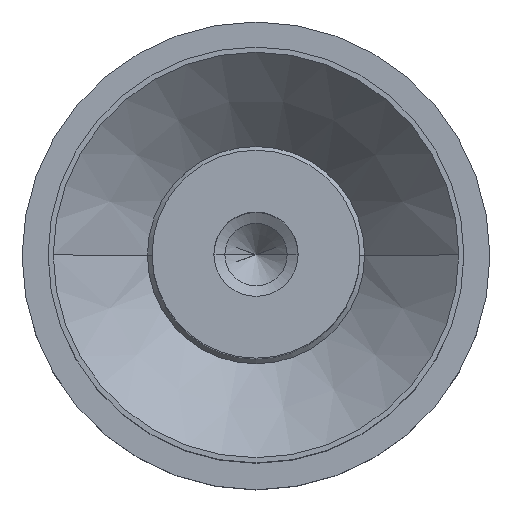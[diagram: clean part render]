
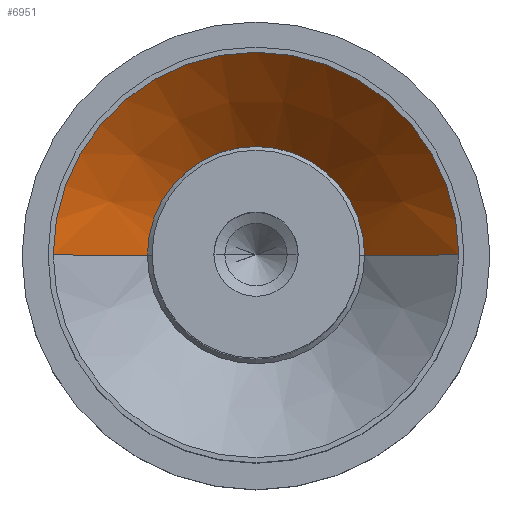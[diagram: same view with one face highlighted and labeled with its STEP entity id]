
A CAD part, top view. The second image highlights one B-rep face of the part: STEP entity #6951.
In plain terms, the highlighted conical face has half-angle 45 degrees and reference radius 1.95 mm.
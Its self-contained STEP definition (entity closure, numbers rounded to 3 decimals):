
#93 = CIRCLE ( 'NONE', #3178, 1.95 ) ;
#94 = CIRCLE ( 'NONE', #3179, 1.045 ) ;
#119 = LINE ( 'NONE', #4695, #126 ) ;
#121 = LINE ( 'NONE', #4687, #123 ) ;
#123 = VECTOR ( 'NONE', #4682, 1000. ) ;
#126 = VECTOR ( 'NONE', #4689, 1000. ) ;
#364 = FACE_OUTER_BOUND ( 'NONE', #7260, .T. ) ;
#375 = CONICAL_SURFACE ( 'NONE', #3278, 1.95, 0.785 ) ;
#3081 = EDGE_CURVE ( 'NONE', #6478, #6477, #93, .T. ) ;
#3082 = EDGE_CURVE ( 'NONE', #6474, #6471, #94, .T. ) ;
#3178 = AXIS2_PLACEMENT_3D ( 'NONE', #4572, #4573, #4574 ) ;
#3179 = AXIS2_PLACEMENT_3D ( 'NONE', #4575, #4576, #4577 ) ;
#3278 = AXIS2_PLACEMENT_3D ( 'NONE', #7513, #7512, #7509 ) ;
#3572 = ORIENTED_EDGE ( 'NONE', *, *, #5661, .F. ) ;
#3573 = ORIENTED_EDGE ( 'NONE', *, *, #3082, .F. ) ;
#3574 = ORIENTED_EDGE ( 'NONE', *, *, #5659, .T. ) ;
#3575 = ORIENTED_EDGE ( 'NONE', *, *, #3081, .T. ) ;
#4572 = CARTESIAN_POINT ( 'NONE',  ( 0., 0., 5.2 ) ) ;
#4573 = DIRECTION ( 'NONE',  ( 0., 0., 1. ) ) ;
#4574 = DIRECTION ( 'NONE',  ( 1., 0., 0. ) ) ;
#4575 = CARTESIAN_POINT ( 'NONE',  ( 0., 0., 4.295 ) ) ;
#4576 = DIRECTION ( 'NONE',  ( 0., 0., 1. ) ) ;
#4577 = DIRECTION ( 'NONE',  ( 1., 0., 0. ) ) ;
#4682 = DIRECTION ( 'NONE',  ( 0.707, 0., 0.707 ) ) ;
#4687 = CARTESIAN_POINT ( 'NONE',  ( 1.95, 0., 5.2 ) ) ;
#4689 = DIRECTION ( 'NONE',  ( -0.707, 0., 0.707 ) ) ;
#4695 = CARTESIAN_POINT ( 'NONE',  ( -1.95, 0., 5.2 ) ) ;
#5331 = CARTESIAN_POINT ( 'NONE',  ( -1.045, 0., 4.295 ) ) ;
#5336 = CARTESIAN_POINT ( 'NONE',  ( 1.045, 0., 4.295 ) ) ;
#5342 = CARTESIAN_POINT ( 'NONE',  ( -1.95, 0., 5.2 ) ) ;
#5344 = CARTESIAN_POINT ( 'NONE',  ( 1.95, 0., 5.2 ) ) ;
#5659 = EDGE_CURVE ( 'NONE', #6474, #6478, #121, .T. ) ;
#5661 = EDGE_CURVE ( 'NONE', #6471, #6477, #119, .T. ) ;
#6471 = VERTEX_POINT ( 'NONE', #5331 ) ;
#6474 = VERTEX_POINT ( 'NONE', #5336 ) ;
#6477 = VERTEX_POINT ( 'NONE', #5342 ) ;
#6478 = VERTEX_POINT ( 'NONE', #5344 ) ;
#6951 = ADVANCED_FACE ( 'NONE', ( #364 ), #375, .F. ) ;
#7260 = EDGE_LOOP ( 'NONE', ( #3572, #3573, #3574, #3575 ) ) ;
#7509 = DIRECTION ( 'NONE',  ( 1., 0., 0. ) ) ;
#7512 = DIRECTION ( 'NONE',  ( 0., 0., 1. ) ) ;
#7513 = CARTESIAN_POINT ( 'NONE',  ( 0., 0., 5.2 ) ) ;
